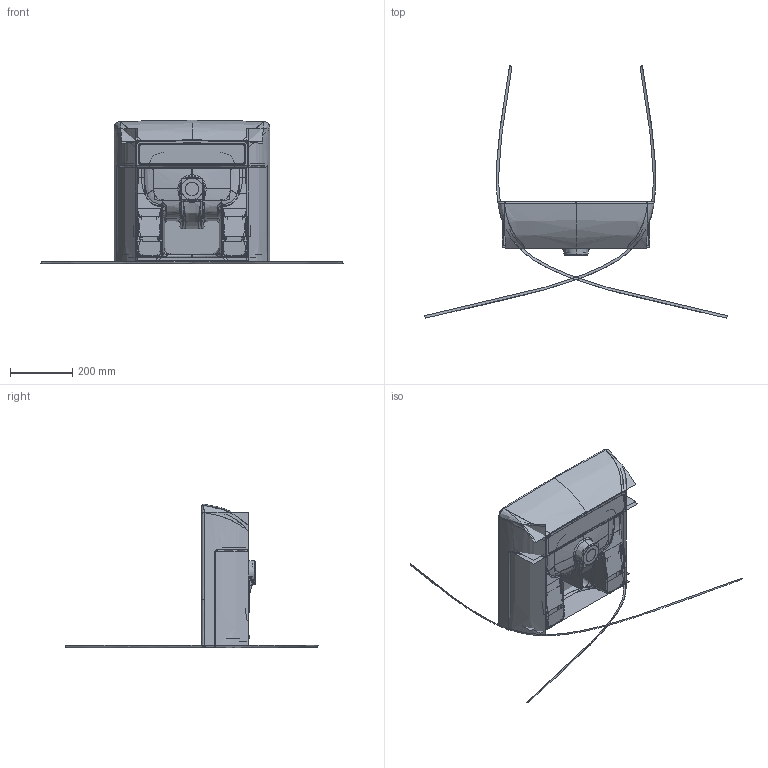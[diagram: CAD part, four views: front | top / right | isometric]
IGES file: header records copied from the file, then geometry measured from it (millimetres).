
Start section: JAMA-IS VERSION  1.0  PTC IGES file: cp-f301_master.igs
Global section: file name: cp-f301_master.igs; native system: Creo Parametric by PTC Inc.; preprocessor: 2014440; author: 10113211; organization: Unknown; date: 20180115.143117; units: millimetre
Bounding box: 969.99 x 808.77 x 460.29 mm (x, y, z)
Volume: 6818863.9 mm3; surface area: 6159313.2 mm2
Topology: 1 solids, 1 shells, 984 faces, 4356 edges, 5059 vertices
Faces by surface type: bspline 984
